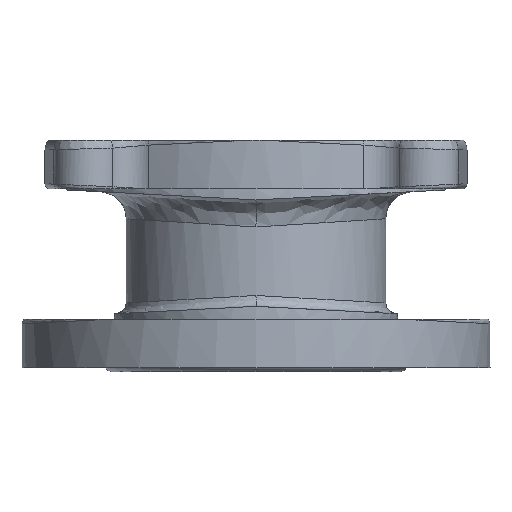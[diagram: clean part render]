
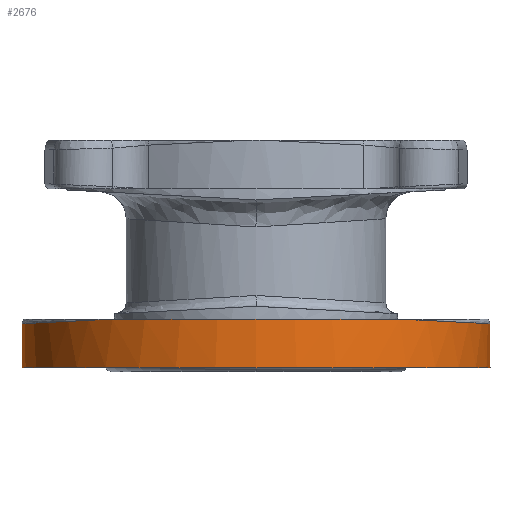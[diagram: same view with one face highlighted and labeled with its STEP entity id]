
A CAD part, left-side view. The second image highlights one B-rep face of the part: STEP entity #2676.
In plain terms, the highlighted cylindrical face has radius 68.656 mm (diameter 137.312 mm), a partial arc.
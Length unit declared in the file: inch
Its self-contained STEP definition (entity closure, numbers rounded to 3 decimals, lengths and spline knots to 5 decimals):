
#365=CARTESIAN_POINT('',(0.,0.,-2.065));
#366=DIRECTION('',(0.,0.,1.));
#367=DIRECTION('',(0.,1.,0.));
#368=AXIS2_PLACEMENT_3D('',#365,#366,#367);
#370=CARTESIAN_POINT('',(0.,0.,-1.505));
#371=DIRECTION('',(0.,0.,1.));
#372=DIRECTION('',(-0.79,0.614,0.));
#373=AXIS2_PLACEMENT_3D('',#370,#371,#372);
#470=DIRECTION('',(0.,0.,-1.));
#471=VECTOR('',#470,0.50652);
#472=CARTESIAN_POINT('',(0.,-2.703,
-1.55848));
#473=LINE('',#472,#471);
#479=DIRECTION('',(0.,0.,-1.));
#480=VECTOR('',#479,0.50652);
#481=CARTESIAN_POINT('',(0.,2.703,
-1.55848));
#482=LINE('',#481,#480);
#527=CARTESIAN_POINT('',(-2.13409,-1.65888,
-1.505));
#528=CARTESIAN_POINT('',(-2.07814,-1.73085,
-1.50868));
#529=CARTESIAN_POINT('',(-1.95896,-1.86913,
-1.51581));
#530=CARTESIAN_POINT('',(-1.76019,-2.0574,
-1.52543));
#531=CARTESIAN_POINT('',(-1.54346,-2.22461,
-1.53399));
#532=CARTESIAN_POINT('',(-1.31099,-2.36906,
-1.54139));
#533=CARTESIAN_POINT('',(-1.06516,-2.48929,
-1.54754));
#534=CARTESIAN_POINT('',(-0.80848,-2.58409,
-1.5524));
#535=CARTESIAN_POINT('',(-0.54357,-2.65248,
-1.5559));
#536=CARTESIAN_POINT('',(-0.27319,-2.69379,
-1.55801));
#537=CARTESIAN_POINT('',(-0.09106,-2.703,
-1.55848));
#538=CARTESIAN_POINT('',(0.,-2.703,
-1.55848));
#579=CARTESIAN_POINT('',(0.,2.703,
-1.55848));
#580=CARTESIAN_POINT('',(-0.09106,2.703,
-1.55848));
#581=CARTESIAN_POINT('',(-0.27319,2.69379,
-1.55801));
#582=CARTESIAN_POINT('',(-0.54358,2.65248,
-1.5559));
#583=CARTESIAN_POINT('',(-0.80849,2.58408,
-1.5524));
#584=CARTESIAN_POINT('',(-1.06516,2.48929,-1.54754));
#585=CARTESIAN_POINT('',(-1.31099,2.36906,-1.54139));
#586=CARTESIAN_POINT('',(-1.54346,2.22461,-1.53399));
#587=CARTESIAN_POINT('',(-1.7602,2.0574,-1.52543));
#588=CARTESIAN_POINT('',(-1.95897,1.86913,-1.51581));
#589=CARTESIAN_POINT('',(-2.07814,1.73085,-1.50868));
#590=CARTESIAN_POINT('',(-2.13409,1.65887,-1.505));
#2084=CARTESIAN_POINT('',(0.,2.703,-2.065));
#2085=CARTESIAN_POINT('',(0.,-2.703,-2.065));
#2086=VERTEX_POINT('',#2084);
#2087=VERTEX_POINT('',#2085);
#2088=CARTESIAN_POINT('',(-2.13409,1.65887,-1.505));
#2089=CARTESIAN_POINT('',(-2.13409,-1.65887,-1.505));
#2090=VERTEX_POINT('',#2088);
#2091=VERTEX_POINT('',#2089);
#2102=VERTEX_POINT('',#538);
#2103=VERTEX_POINT('',#579);
#2658=CARTESIAN_POINT('',(0.,0.,-2.57085));
#2659=DIRECTION('',(0.,0.,1.));
#2660=DIRECTION('',(0.,1.,0.));
#2661=AXIS2_PLACEMENT_3D('',#2658,#2659,#2660);
#2662=CYLINDRICAL_SURFACE('',#2661,2.703);
#2664=ORIENTED_EDGE('',*,*,#2663,.F.);
#2666=ORIENTED_EDGE('',*,*,#2665,.F.);
#2668=ORIENTED_EDGE('',*,*,#2667,.T.);
#2669=ORIENTED_EDGE('',*,*,#2599,.T.);
#2671=ORIENTED_EDGE('',*,*,#2670,.T.);
#2673=ORIENTED_EDGE('',*,*,#2672,.T.);
#2674=EDGE_LOOP('',(#2664,#2666,#2668,#2669,#2671,#2673));
#2675=FACE_OUTER_BOUND('',#2674,.F.);
#369=CIRCLE('',#368,2.703);
#374=CIRCLE('',#373,2.703);
#539=B_SPLINE_CURVE_WITH_KNOTS('',3,(#527,#528,#529,#530,#531,#532,#533,#534,
#535,#536,#537,#538),.UNSPECIFIED.,.F.,.F.,(4,1,1,1,1,1,1,1,1,4),(0.,
0.11111,0.22222,0.33333,0.44444,
0.55556,0.66667,0.77778,0.88889,1.),
.UNSPECIFIED.);
#591=B_SPLINE_CURVE_WITH_KNOTS('',3,(#579,#580,#581,#582,#583,#584,#585,#586,
#587,#588,#589,#590),.UNSPECIFIED.,.F.,.F.,(4,1,1,1,1,1,1,1,1,4),(0.,
0.11111,0.22222,0.33333,0.44444,
0.55556,0.66667,0.77778,0.88889,1.),
.UNSPECIFIED.);
#2599=EDGE_CURVE('',#2090,#2091,#374,.T.);
#2663=EDGE_CURVE('',#2086,#2087,#369,.T.);
#2665=EDGE_CURVE('',#2103,#2086,#482,.T.);
#2667=EDGE_CURVE('',#2103,#2090,#591,.T.);
#2670=EDGE_CURVE('',#2091,#2102,#539,.T.);
#2672=EDGE_CURVE('',#2102,#2087,#473,.T.);
#2676=ADVANCED_FACE('',(#2675),#2662,.T.);
